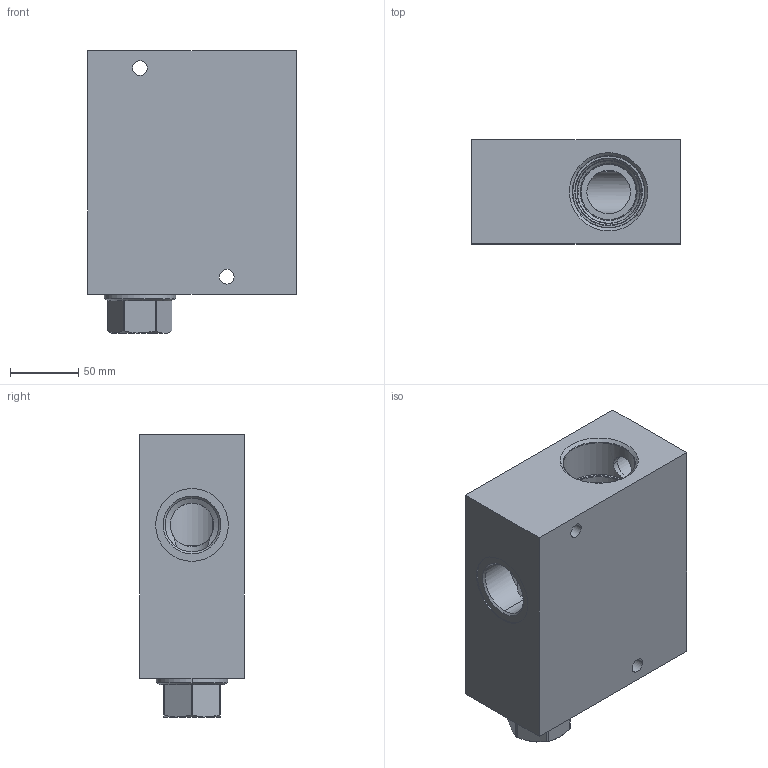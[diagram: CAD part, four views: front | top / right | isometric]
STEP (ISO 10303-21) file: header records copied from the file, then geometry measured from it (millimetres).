
FILE_DESCRIPTION((''),'2;1');
FILE_NAME('K4Y_ASM','2019-09-12T',('ProEService'),(''),'PRO/ENGINEER BY PARAMETRIC TECHNOLOGY CORPORATION, 2014200','PRO/ENGINEER BY PARAMETRIC TECHNOLOGY CORPORATION, 2014200','');
FILE_SCHEMA(('CONFIG_CONTROL_DESIGN'));
Length unit declared in the file: inch
Products named in the file (3): 151-924-009; CXIDXCN; K4Y_ASM
Assembly tree (2 placements, depth 2):
  K4Y_ASM
    151-924-009
    CXIDXCN
Bounding box: 152.4 x 76.2 x 206.38 mm (x, y, z)
Volume: 1676720.6 mm3; surface area: 181163.6 mm2
Topology: 4 solids, 5 shells, 295 faces, 916 edges, 729 vertices
Faces by surface type: cylinder 131, cone 65, plane 63, torus 26, revolution 8, sphere 2
Entity records: 11743 total; most frequent: CARTESIAN_POINT 3623, DIRECTION 1740, ORIENTED_EDGE 1384, EDGE_CURVE 692, AXIS2_PLACEMENT_3D 631, VECTOR 470, LINE 470, VERTEX_POINT 421
